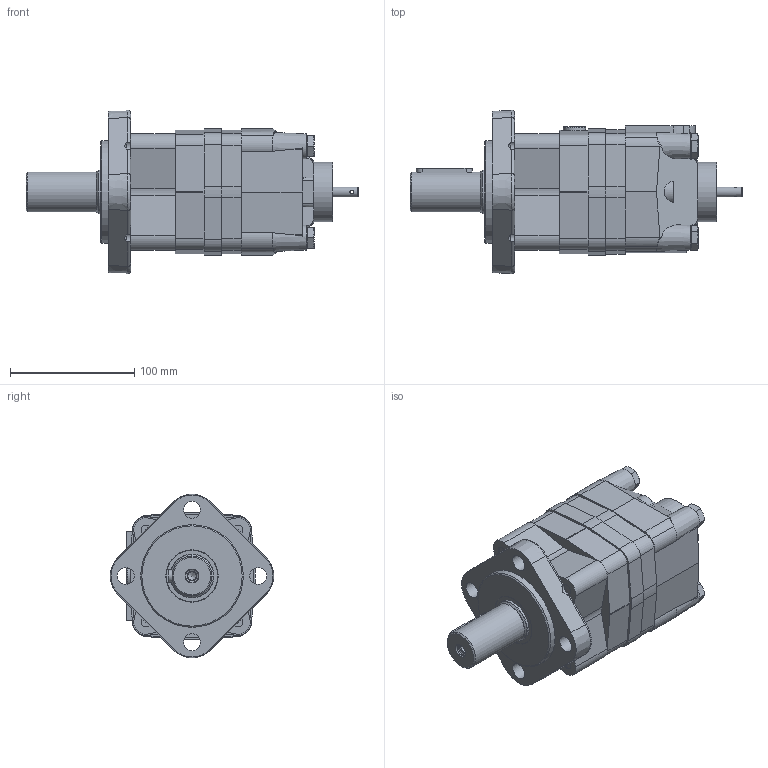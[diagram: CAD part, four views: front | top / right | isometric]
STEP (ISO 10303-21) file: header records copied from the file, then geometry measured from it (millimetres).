
FILE_DESCRIPTION(/* description */ ('STEP AP214'),/* implementation_level */ '2;1');
FILE_NAME(/* name */ 'MS80CUTLSVP_4',/* time_stamp */ '2023-02-02T11:29:39+01:00',/* author */ ('License CC BY-ND 4.0'),/* organization */ ('CADENAS'),/* preprocessor_version */ 'ST-DEVELOPER v18.102',/* originating_system */ 'PARTsolutions',/* authorisation */ ' ');
FILE_SCHEMA (('AUTOMOTIVE_DESIGN {1 0 10303 214 3 1 1}'));
Length unit declared in the file: millimetre
Products named in the file (8): MS80CUTLSVP/4; MSC; Hexagon bolt DIN 931-1 M10x1400; MST-P; MS-VP; MS080-D; MS-SP; MS-MF
Assembly tree (10 placements, depth 2):
  MS80CUTLSVP/4
    MSC
    Hexagon bolt DIN 931-1 M10x1400  x4
    MST-P
    MS-VP
    MS080-D
    MS-SP
    MS-MF
Bounding box: 266.7 x 131.31 x 131.31 mm (x, y, z)
Volume: 1532874.8 mm3; surface area: 216673.3 mm2
Topology: 10 solids, 10 shells, 539 faces, 1394 edges, 894 vertices
Faces by surface type: plane 254, cylinder 171, cone 91, torus 15, sphere 8
Full cylindrical faces by diameter (mm): 2 x4, 3 x1, 4 x4, 4.134 x4, 6.647 x1, 8 x1, 8.376 x6, 8.5 x4, 9 x4, 10 x5, 10.1 x6, 10.2 x4, 10.5 x8, 10.8 x4, 12.2 x1, 13.5 x4, 16 x4, 16.9 x1, 17.8 x1, 18 x1, 18.631 x2, 21 x1, 22 x5, 32 x1, 35 x1, 35.2 x1, 42 x1, 48 x1, 82.5 x1
Entity records: 14470 total; most frequent: CARTESIAN_POINT 2979, DIRECTION 2371, ORIENTED_EDGE 2144, EDGE_CURVE 1072, AXIS2_PLACEMENT_3D 937, VERTEX_POINT 777, FACE_BOUND 723, EDGE_LOOP 704
